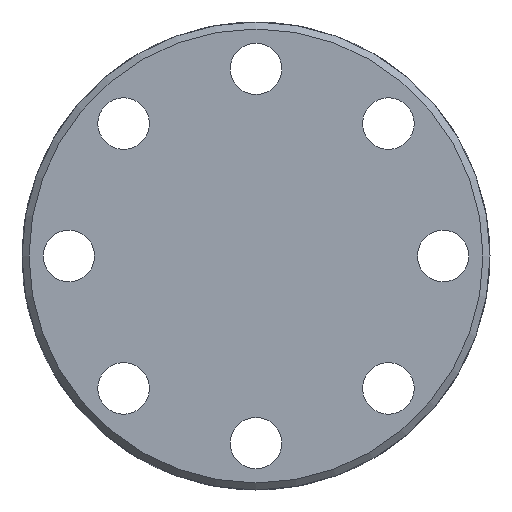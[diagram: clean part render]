
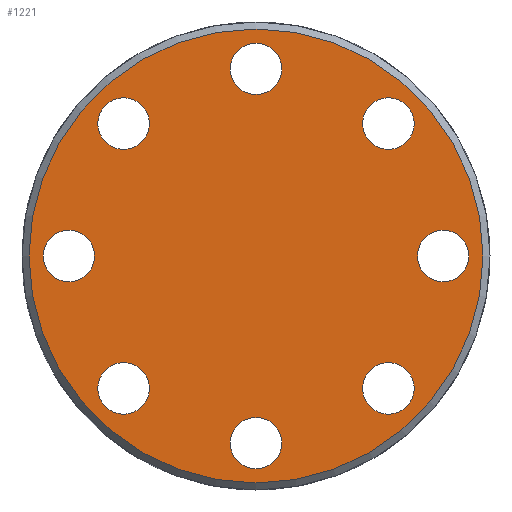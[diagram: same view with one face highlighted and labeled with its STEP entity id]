
A CAD part, front view. The second image highlights one B-rep face of the part: STEP entity #1221.
In plain terms, the highlighted planar face has unit normal (0, -1, 0).
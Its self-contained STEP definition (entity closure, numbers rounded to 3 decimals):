
#26=FACE_BOUND('',#185,.T.);
#27=FACE_BOUND('',#186,.T.);
#28=FACE_BOUND('',#187,.T.);
#29=FACE_BOUND('',#188,.T.);
#30=FACE_BOUND('',#189,.T.);
#31=FACE_BOUND('',#190,.T.);
#32=FACE_BOUND('',#191,.T.);
#33=FACE_BOUND('',#192,.T.);
#59=PLANE('',#1384);
#112=FACE_OUTER_BOUND('',#184,.T.);
#184=EDGE_LOOP('',(#1084));
#185=EDGE_LOOP('',(#1085));
#186=EDGE_LOOP('',(#1086));
#187=EDGE_LOOP('',(#1087));
#188=EDGE_LOOP('',(#1088));
#189=EDGE_LOOP('',(#1089));
#190=EDGE_LOOP('',(#1090));
#191=EDGE_LOOP('',(#1091));
#192=EDGE_LOOP('',(#1092));
#464=CIRCLE('',#1383,9.7);
#465=CIRCLE('',#1385,1.1);
#466=CIRCLE('',#1386,1.1);
#467=CIRCLE('',#1387,1.1);
#468=CIRCLE('',#1388,1.1);
#469=CIRCLE('',#1389,1.1);
#470=CIRCLE('',#1390,1.1);
#471=CIRCLE('',#1391,1.1);
#472=CIRCLE('',#1392,1.1);
#584=VERTEX_POINT('',#2120);
#585=VERTEX_POINT('',#2124);
#586=VERTEX_POINT('',#2126);
#587=VERTEX_POINT('',#2128);
#588=VERTEX_POINT('',#2130);
#589=VERTEX_POINT('',#2132);
#590=VERTEX_POINT('',#2134);
#591=VERTEX_POINT('',#2136);
#592=VERTEX_POINT('',#2138);
#754=EDGE_CURVE('',#584,#584,#464,.T.);
#755=EDGE_CURVE('',#585,#585,#465,.T.);
#756=EDGE_CURVE('',#586,#586,#466,.T.);
#757=EDGE_CURVE('',#587,#587,#467,.T.);
#758=EDGE_CURVE('',#588,#588,#468,.T.);
#759=EDGE_CURVE('',#589,#589,#469,.T.);
#760=EDGE_CURVE('',#590,#590,#470,.T.);
#761=EDGE_CURVE('',#591,#591,#471,.T.);
#762=EDGE_CURVE('',#592,#592,#472,.T.);
#1084=ORIENTED_EDGE('',*,*,#754,.F.);
#1085=ORIENTED_EDGE('',*,*,#755,.T.);
#1086=ORIENTED_EDGE('',*,*,#756,.T.);
#1087=ORIENTED_EDGE('',*,*,#757,.T.);
#1088=ORIENTED_EDGE('',*,*,#758,.T.);
#1089=ORIENTED_EDGE('',*,*,#759,.T.);
#1090=ORIENTED_EDGE('',*,*,#760,.T.);
#1091=ORIENTED_EDGE('',*,*,#761,.T.);
#1092=ORIENTED_EDGE('',*,*,#762,.T.);
#1221=ADVANCED_FACE('',(#112,#26,#27,#28,#29,#30,#31,#32,#33),#59,.T.);
#1383=AXIS2_PLACEMENT_3D('',#2122,#1745,#1746);
#1384=AXIS2_PLACEMENT_3D('',#2123,#1747,#1748);
#1385=AXIS2_PLACEMENT_3D('',#2125,#1749,#1750);
#1386=AXIS2_PLACEMENT_3D('',#2127,#1751,#1752);
#1387=AXIS2_PLACEMENT_3D('',#2129,#1753,#1754);
#1388=AXIS2_PLACEMENT_3D('',#2131,#1755,#1756);
#1389=AXIS2_PLACEMENT_3D('',#2133,#1757,#1758);
#1390=AXIS2_PLACEMENT_3D('',#2135,#1759,#1760);
#1391=AXIS2_PLACEMENT_3D('',#2137,#1761,#1762);
#1392=AXIS2_PLACEMENT_3D('',#2139,#1763,#1764);
#1745=DIRECTION('center_axis',(0.,1.,0.));
#1746=DIRECTION('ref_axis',(-1.,0.,0.));
#1747=DIRECTION('center_axis',(0.,-1.,0.));
#1748=DIRECTION('ref_axis',(0.,0.,-1.));
#1749=DIRECTION('center_axis',(0.,1.,0.));
#1750=DIRECTION('ref_axis',(1.,0.,0.));
#1751=DIRECTION('center_axis',(0.,1.,0.));
#1752=DIRECTION('ref_axis',(0.707,0.,-0.707));
#1753=DIRECTION('center_axis',(0.,1.,0.));
#1754=DIRECTION('ref_axis',(0.,0.,-1.));
#1755=DIRECTION('center_axis',(0.,1.,0.));
#1756=DIRECTION('ref_axis',(-0.707,0.,-0.707));
#1757=DIRECTION('center_axis',(0.,1.,0.));
#1758=DIRECTION('ref_axis',(-1.,0.,0.));
#1759=DIRECTION('center_axis',(0.,1.,0.));
#1760=DIRECTION('ref_axis',(-0.707,0.,0.707));
#1761=DIRECTION('center_axis',(0.,1.,0.));
#1762=DIRECTION('ref_axis',(0.,0.,
1.));
#1763=DIRECTION('center_axis',(0.,1.,0.));
#1764=DIRECTION('ref_axis',(0.707,0.,0.707));
#2120=CARTESIAN_POINT('',(9.7,0.,0.));
#2122=CARTESIAN_POINT('Origin',(0.,0.,
0.));
#2123=CARTESIAN_POINT('Origin',(10.,0.,0.));
#2124=CARTESIAN_POINT('',(6.9,0.,0.));
#2125=CARTESIAN_POINT('Origin',(8.,0.,0.));
#2126=CARTESIAN_POINT('',(4.879,0.,-4.879));
#2127=CARTESIAN_POINT('Origin',(5.657,0.,-5.657));
#2128=CARTESIAN_POINT('',(0.,0.,-6.9));
#2129=CARTESIAN_POINT('Origin',(0.,0.,
-8.));
#2130=CARTESIAN_POINT('',(-4.879,0.,-4.879));
#2131=CARTESIAN_POINT('Origin',(-5.657,0.,
-5.657));
#2132=CARTESIAN_POINT('',(-6.9,0.,0.));
#2133=CARTESIAN_POINT('Origin',(-8.,0.,0.));
#2134=CARTESIAN_POINT('',(-4.879,0.,4.879));
#2135=CARTESIAN_POINT('Origin',(-5.657,0.,
5.657));
#2136=CARTESIAN_POINT('',(0.,0.,6.9));
#2137=CARTESIAN_POINT('Origin',(0.,0.,
8.));
#2138=CARTESIAN_POINT('',(4.879,0.,4.879));
#2139=CARTESIAN_POINT('Origin',(5.657,0.,5.657));
